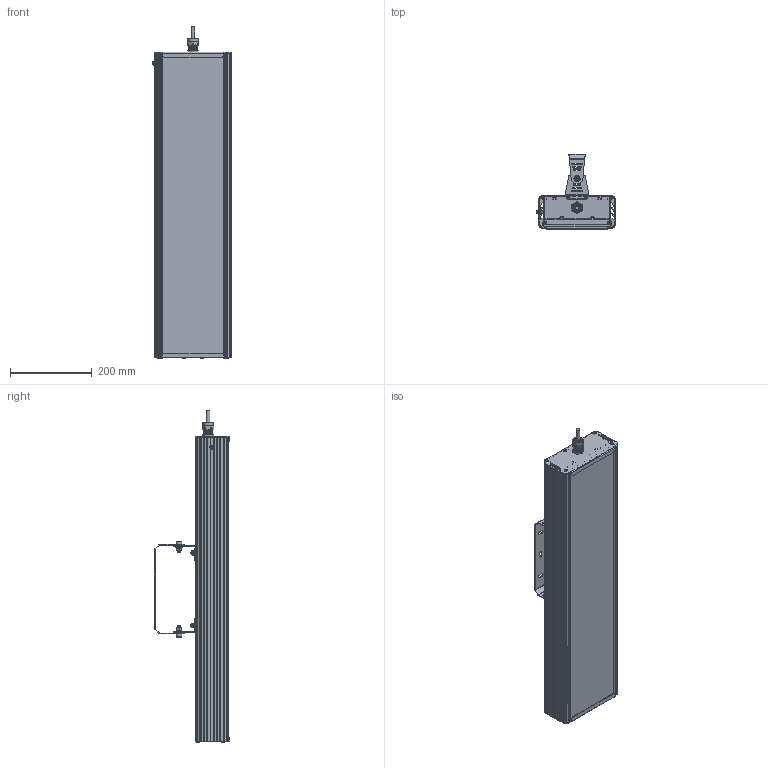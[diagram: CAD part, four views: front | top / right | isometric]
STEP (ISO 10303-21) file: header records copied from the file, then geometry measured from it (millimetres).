
FILE_DESCRIPTION(('STEP AP214'), '1');
FILE_NAME('001.0095.35.000 - 藷旆-椻嚦譇-2癱-150', '', ('UNSPECIFIED'), ('UNSPECIFIED'), 'C3D Converter', 'C3D Toolkit', '');
FILE_SCHEMA(('AUTOMOTIVE_DESIGN { 1 0 10303 214 3 1 1}'));
Length unit declared in the file: millimetre
Products named in the file (43): 001.0095.35.000; #3159; #3218; #3277; #3336; #3421; #3480; #3539; #3598
Assembly tree (81 placements, depth 4):
  001.0095.35.000
    (unnamed)
      (unnamed)
      (unnamed)
      (unnamed)
      (unnamed)
      (unnamed)
      (unnamed)
      (unnamed)
      (unnamed)  x6
      (unnamed)  x6
      (unnamed)
      (unnamed)
      (unnamed)  x16
        (unnamed)
        (unnamed)
        (unnamed)
        (unnamed)
        (unnamed)
        (unnamed)
        (unnamed)
        (unnamed)
        (unnamed)
      (unnamed)
        (unnamed)
    (unnamed)
      (unnamed)
      (unnamed)
      (unnamed)  x2
      (unnamed)
      (unnamed)
      (unnamed)
      (unnamed)
      (unnamed)
      #3159
      #3218
      #3277
      #3336  x2
      #3421
      #3480
      #3539
      #3598
      (unnamed)
Bounding box: 192.43 x 184.68 x 814.5 mm (x, y, z)
Volume: 2274117 mm3; surface area: 1783521.2 mm2
Topology: 554 solids, 554 shells, 5649 faces, 12991 edges, 8624 vertices
Faces by surface type: plane 3976, cylinder 1488, cone 89, bspline 75, sphere 16, torus 5
Full cylindrical faces by diameter (mm): 1 x16, 2 x32, 2.5 x64, 2.8 x400, 3.2 x16, 3.5 x80, 4 x13, 4.917 x2, 5 x2, 6 x5, 6.6 x2, 6.647 x2, 7 x2, 8 x14, 8.5 x4, 9 x4, 10 x1, 11 x2, 12.5 x1, 13 x3, 15 x4, 16 x1, 17 x1, 18 x1, 18.5 x1, 19 x1, 20 x1, 21.5 x1, 22 x2, 25.5 x1
Entity records: 81112 total; most frequent: CARTESIAN_POINT 36365, DIRECTION 8448, ORIENTED_EDGE 7366, EDGE_CURVE 3683, AXIS2_PLACEMENT_3D 3021, VERTEX_POINT 2535, LINE 2406, VECTOR 2406
